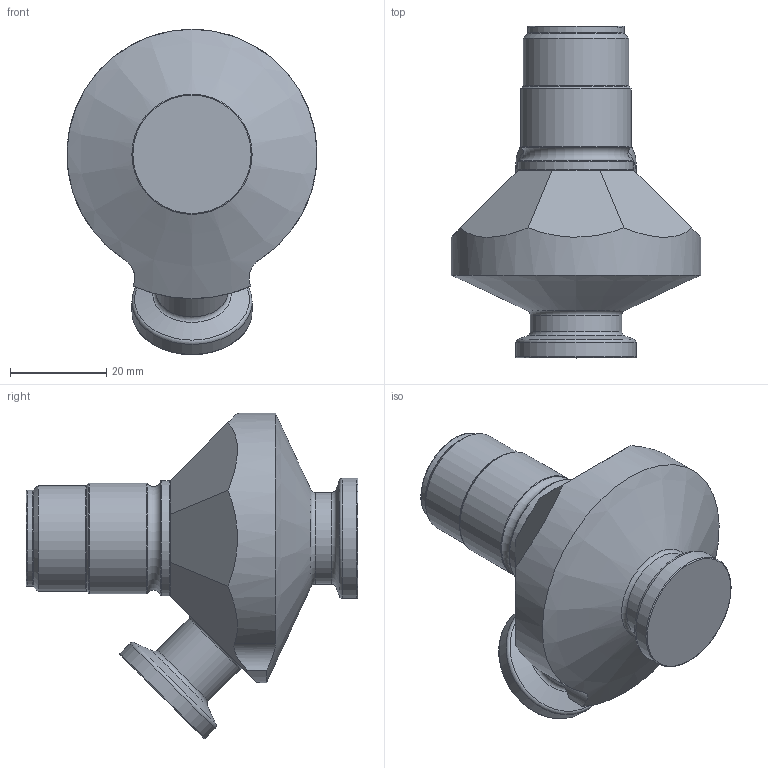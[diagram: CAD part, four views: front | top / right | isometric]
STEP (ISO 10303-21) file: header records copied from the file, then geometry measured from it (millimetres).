
FILE_DESCRIPTION(/* description */ (''),/* implementation_level */ '2;1');
FILE_NAME(/* name */ '850039-1.stp',/* time_stamp */ '2023-08-31T14:40:42+02:00',/* author */ ('mbs'),/* organization */ (''),/* preprocessor_version */ 'ST-DEVELOPER v18.1',/* originating_system */ 'Autodesk Inventor 2022',/* authorisation */ '');
FILE_SCHEMA (('AUTOMOTIVE_DESIGN { 1 0 10303 214 3 1 1 }'));
Length unit declared in the file: millimetre
Products named in the file (1): 850039-1
Bounding box: 51.98 x 69 x 67.67 mm (x, y, z)
Volume: 62586.8 mm3; surface area: 11124.7 mm2
Topology: 1 solids, 1 shells, 45 faces, 114 edges, 73 vertices
Faces by surface type: torus 16, plane 12, cylinder 12, cone 5
Full cylindrical faces by diameter (mm): 15 x1, 19 x1, 20 x1, 22 x1, 23 x1, 24 x1, 25 x2
Entity records: 1515 total; most frequent: DIRECTION 283, CARTESIAN_POINT 251, ORIENTED_EDGE 228, AXIS2_PLACEMENT_3D 125, EDGE_CURVE 114, VERTEX_POINT 73, CIRCLE 67, EDGE_LOOP 47
